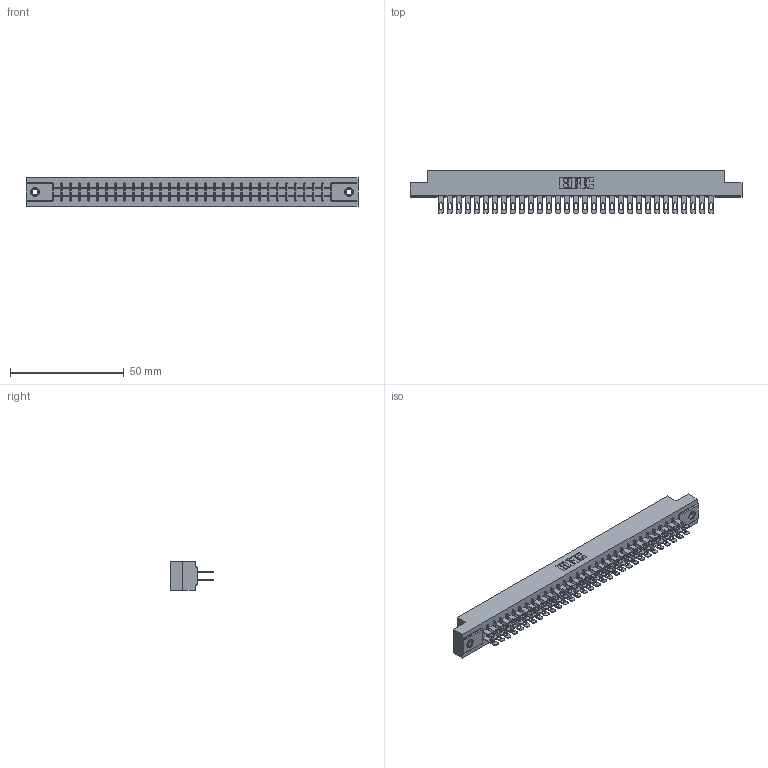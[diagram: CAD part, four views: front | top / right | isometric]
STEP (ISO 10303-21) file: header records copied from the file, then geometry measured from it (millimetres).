
FILE_DESCRIPTION (( 'STEP AP203' ), '1' );
FILE_NAME ('305-062-500-507.STEP', '2019-09-10T01:42:50', ( '' ), ( '' ), 'SwSTEP 2.0', 'SolidWorks 2016', '' );
FILE_SCHEMA (( 'CONFIG_CONTROL_DESIGN' ));
Length unit declared in the file: inch
Products named in the file (4): 305-290-001_500; 305 Part_.156 Dia; 345-250-001_345-250-005-103; 305-062-500-507
Assembly tree (65 placements, depth 2):
  305-062-500-507
    305 Part_.156 Dia
    305-290-001_500  x62
    345-250-001_345-250-005-103  x2
Bounding box: 145.85 x 18.85 x 12.7 mm (x, y, z)
Volume: 14897.8 mm3; surface area: 20638.1 mm2
Topology: 65 solids, 65 shells, 3276 faces, 9349 edges, 6058 vertices
Faces by surface type: plane 1836, cylinder 1300, sphere 124, cone 12, torus 4
Entity records: 36111 total; most frequent: CARTESIAN_POINT 5958, ORIENTED_EDGE 5906, DIRECTION 5785, EDGE_CURVE 2953, LINE 2371, VECTOR 2371, VERTEX_POINT 1880, AXIS2_PLACEMENT_3D 1707
